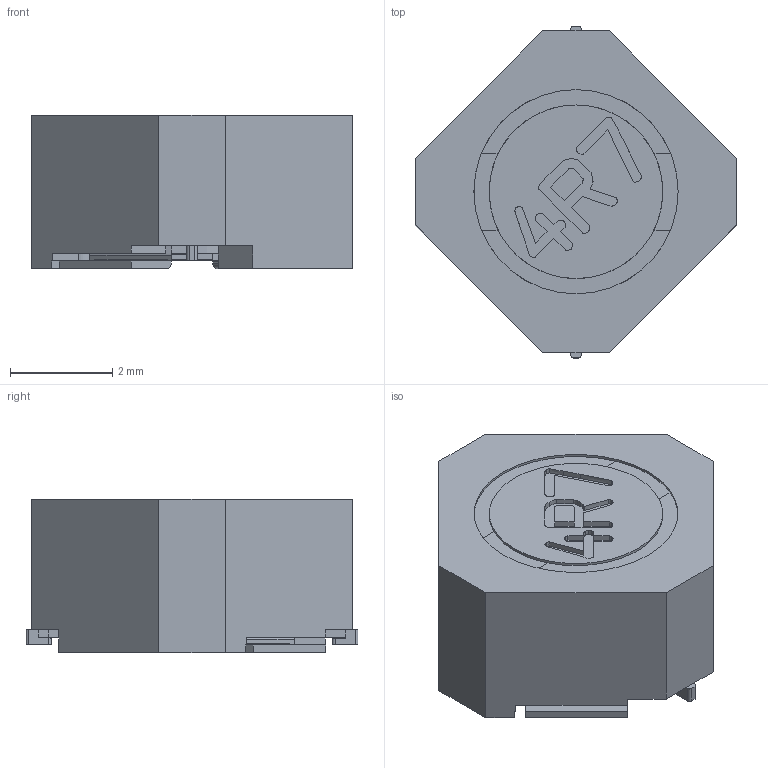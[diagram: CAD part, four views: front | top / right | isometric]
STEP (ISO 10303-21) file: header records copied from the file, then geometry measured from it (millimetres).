
FILE_DESCRIPTION(('FreeCAD Model'),'2;1');
FILE_NAME( 'Inductor_63.step', '2017-05-10T17:29:53',('Author'),(''), 'Open CASCADE STEP processor 6.8','FreeCAD','Unknown');
FILE_SCHEMA(('AUTOMOTIVE_DESIGN_CC2 { 1 2 10303 214 -1 1 5 4 }'));
Length unit declared in the file: millimetre
Products named in the file (6): ASSEMBLY; Protection; Inner_Pins; Inductor_Core; Pins; Inductor_Case
Assembly tree (5 placements, depth 2):
  ASSEMBLY
    Protection
    Inner_Pins
    Inductor_Core
    Pins
    Inductor_Case
Bounding box: 6.3 x 6.5 x 3 mm (x, y, z)
Volume: 74.8 mm3; surface area: 278 mm2
Topology: 5 solids, 7 shells, 262 faces, 731 edges, 480 vertices
Faces by surface type: plane 149, extrusion 57, cylinder 50, torus 4, bspline 2
Full cylindrical faces by diameter (mm): 3.4 x2, 4 x1
Entity records: 37329 total; most frequent: CARTESIAN_POINT 21619, DIRECTION 2285, VECTOR 1513, LINE 1456, ORIENTED_EDGE 1450, PCURVE 1450, DEFINITIONAL_REPRESENTATION 1450, EDGE_CURVE 729
